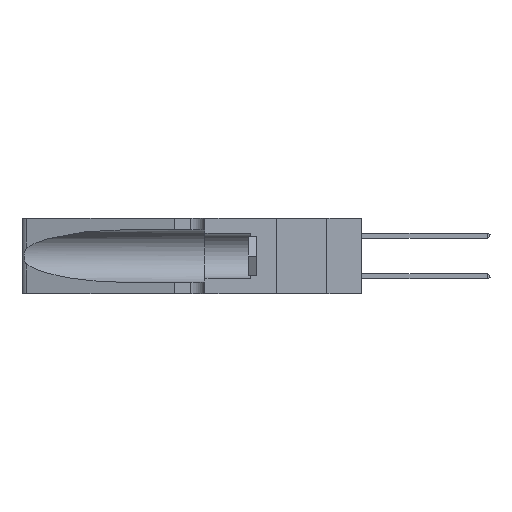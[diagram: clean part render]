
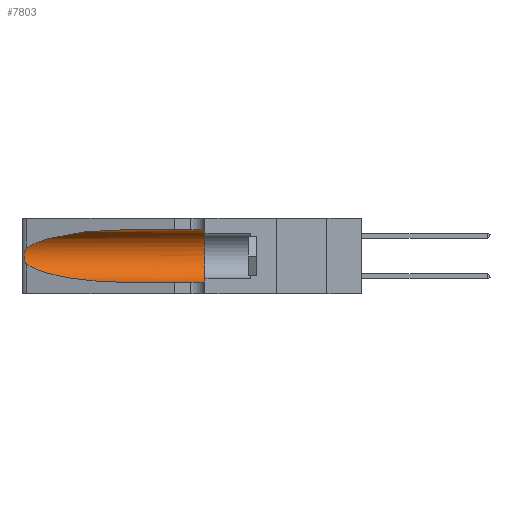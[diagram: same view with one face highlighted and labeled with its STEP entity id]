
A CAD part, left-side view. The second image highlights one B-rep face of the part: STEP entity #7803.
In plain terms, the highlighted cylindrical face has radius 3.308 mm (diameter 6.617 mm), a partial arc.
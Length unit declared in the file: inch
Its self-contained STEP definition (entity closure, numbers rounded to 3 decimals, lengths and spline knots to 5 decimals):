
#872 = EDGE_CURVE ( 'NONE', #1711, #26307, #33812, .T. ) ;
#1711 = VERTEX_POINT ( 'NONE', #32991 ) ;
#2593 = EDGE_CURVE ( 'NONE', #1711, #18177, #25609, .T. ) ;
#4976 = CARTESIAN_POINT ( 'NONE',  ( 0.1305, 1.61858, 0.31525 ) ) ;
#5994 = CARTESIAN_POINT ( 'NONE',  ( 0.1305, 0.35, 0.185 ) ) ;
#6558 = CARTESIAN_POINT ( 'NONE',  ( 0.25787, 1.23484, 0.2124 ) ) ;
#6721 = VERTEX_POINT ( 'NONE', #33331 ) ;
#6872 = CARTESIAN_POINT ( 'NONE',  ( 0.18966, 0.96281, 0.05475 ) ) ;
#6931 = VECTOR ( 'NONE', #24738, 39.37008 ) ;
#6933 = CARTESIAN_POINT ( 'NONE',  ( 0.25639, 1.23186, 0.15144 ) ) ;
#7803 = ADVANCED_FACE ( 'NONE', ( #17947 ), #31871, .F. ) ;
#8974 = DIRECTION ( 'NONE',  ( 0., 1., 0. ) ) ;
#9327 = CARTESIAN_POINT ( 'NONE',  ( 0.26075, 1.23896, 0.178 ) ) ;
#9701 = VECTOR ( 'NONE', #27809, 39.37008 ) ;
#9760 = CARTESIAN_POINT ( 'NONE',  ( 0.25487, 1.22718, 0.14631 ) ) ;
#10713 = CARTESIAN_POINT ( 'NONE',  ( 0.2373, 1.15595, 0.28018 ) ) ;
#11589 = DIRECTION ( 'NONE',  ( 0., 0., -1. ) ) ;
#11818 = VERTEX_POINT ( 'NONE', #27078 ) ;
#12329 = CARTESIAN_POINT ( 'NONE',  ( 0.26075, 1.23896, 0.19203 ) ) ;
#13565 = CARTESIAN_POINT ( 'NONE',  ( 0.1305, 0.72297, 0.31525 ) ) ;
#13580 = DIRECTION ( 'NONE',  ( 0., -1., 0. ) ) ;
#14744 = CARTESIAN_POINT ( 'NONE',  ( 0.2373, 1.15595, 0.08982 ) ) ;
#14821 = CARTESIAN_POINT ( 'NONE',  ( 0.25555, 1.22993, 0.14849 ) ) ;
#15070 = ORIENTED_EDGE ( 'NONE', *, *, #34707, .T. ) ;
#15156 = B_SPLINE_CURVE_WITH_KNOTS ( 'NONE', 3,
 ( #15317, #23304, #22935, #6558, #28625, #25642, #12329, #9327, #17681, #31131, #20446, #6933, #14821, #26014 ),
 .UNSPECIFIED., .F., .F.,
 ( 4, 2, 2, 2, 2, 2, 4 ),
 ( 0., 0.00027, 0.00053, 0.00107, 0.0016, 0.00187, 0.00214 ),
 .UNSPECIFIED. ) ;
#15317 = CARTESIAN_POINT ( 'NONE',  ( 0.25487, 1.22718, 0.22369 ) ) ;
#16230 = ORIENTED_EDGE ( 'NONE', *, *, #27126, .T. ) ;
#16324 = CARTESIAN_POINT ( 'NONE',  ( 0.25487, 1.22718, 0.22369 ) ) ;
#16402 = AXIS2_PLACEMENT_3D ( 'NONE', #18583, #13580, #11589 ) ;
#16522 = LINE ( 'NONE', #19632, #9701 ) ;
#16757 = DIRECTION ( 'NONE',  ( 0., 0., 1. ) ) ;
#17148 = VERTEX_POINT ( 'NONE', #28185 ) ;
#17160 = AXIS2_PLACEMENT_3D ( 'NONE', #5994, #8974, #16757 ) ;
#17282 = EDGE_CURVE ( 'NONE', #17148, #6721, #19333, .T. ) ;
#17681 = CARTESIAN_POINT ( 'NONE',  ( 0.26017, 1.23833, 0.17102 ) ) ;
#17947 = FACE_OUTER_BOUND ( 'NONE', #32369, .T. ) ;
#18177 = VERTEX_POINT ( 'NONE', #20962 ) ;
#18583 = CARTESIAN_POINT ( 'NONE',  ( 0.1305, 1.61858, 0.185 ) ) ;
#19333 =( BOUNDED_CURVE ( )  B_SPLINE_CURVE ( 3, ( #9760, #14744, #6872, #33919 ),
 .UNSPECIFIED., .F., .T. ) 
 B_SPLINE_CURVE_WITH_KNOTS ( ( 4, 4 ),
 ( 3.44316, 4.71239 ),
 .UNSPECIFIED. ) 
 CURVE ( )  GEOMETRIC_REPRESENTATION_ITEM ( )  RATIONAL_B_SPLINE_CURVE ( ( 1., 0.87, 0.87, 1. ) ) 
 REPRESENTATION_ITEM ( '' )  );
#19632 = CARTESIAN_POINT ( 'NONE',  ( 0.1305, 1.61858, 0.05475 ) ) ;
#20446 = CARTESIAN_POINT ( 'NONE',  ( 0.25789, 1.23486, 0.15765 ) ) ;
#20962 = CARTESIAN_POINT ( 'NONE',  ( 0.25487, 1.22718, 0.22369 ) ) ;
#22935 = CARTESIAN_POINT ( 'NONE',  ( 0.25639, 1.23184, 0.21858 ) ) ;
#23304 = CARTESIAN_POINT ( 'NONE',  ( 0.25555, 1.22994, 0.2215 ) ) ;
#24422 = CARTESIAN_POINT ( 'NONE',  ( 0.18966, 0.96281, 0.31525 ) ) ;
#24738 = DIRECTION ( 'NONE',  ( 0., -1., 0. ) ) ;
#25115 = CARTESIAN_POINT ( 'NONE',  ( 0.1305, 0.35, 0.31525 ) ) ;
#25609 =( BOUNDED_CURVE ( )  B_SPLINE_CURVE ( 3, ( #13565, #24422, #10713, #16324 ),
 .UNSPECIFIED., .F., .T. ) 
 B_SPLINE_CURVE_WITH_KNOTS ( ( 4, 4 ),
 ( 1.5708, 2.84003 ),
 .UNSPECIFIED. ) 
 CURVE ( )  GEOMETRIC_REPRESENTATION_ITEM ( )  RATIONAL_B_SPLINE_CURVE ( ( 1., 0.87, 0.87, 1. ) ) 
 REPRESENTATION_ITEM ( '' )  );
#25642 = CARTESIAN_POINT ( 'NONE',  ( 0.26018, 1.23835, 0.19895 ) ) ;
#26014 = CARTESIAN_POINT ( 'NONE',  ( 0.25487, 1.22718, 0.14631 ) ) ;
#26307 = VERTEX_POINT ( 'NONE', #25115 ) ;
#26457 = ORIENTED_EDGE ( 'NONE', *, *, #2593, .T. ) ;
#27078 = CARTESIAN_POINT ( 'NONE',  ( 0.1305, 0.35, 0.05475 ) ) ;
#27126 = EDGE_CURVE ( 'NONE', #18177, #17148, #15156, .T. ) ;
#27199 = ORIENTED_EDGE ( 'NONE', *, *, #872, .F. ) ;
#27809 = DIRECTION ( 'NONE',  ( 0., -1., 0. ) ) ;
#28185 = CARTESIAN_POINT ( 'NONE',  ( 0.25487, 1.22718, 0.14631 ) ) ;
#28625 = CARTESIAN_POINT ( 'NONE',  ( 0.25854, 1.2359, 0.20912 ) ) ;
#29655 = CIRCLE ( 'NONE', #17160, 0.13025 ) ;
#29795 = ORIENTED_EDGE ( 'NONE', *, *, #17282, .T. ) ;
#31131 = CARTESIAN_POINT ( 'NONE',  ( 0.25856, 1.23593, 0.16098 ) ) ;
#31445 = ORIENTED_EDGE ( 'NONE', *, *, #32738, .F. ) ;
#31871 = CYLINDRICAL_SURFACE ( 'NONE', #16402, 0.13025 ) ;
#32369 = EDGE_LOOP ( 'NONE', ( #26457, #16230, #29795, #15070, #31445, #27199 ) ) ;
#32738 = EDGE_CURVE ( 'NONE', #26307, #11818, #29655, .T. ) ;
#32991 = CARTESIAN_POINT ( 'NONE',  ( 0.1305, 0.72297, 0.31525 ) ) ;
#33331 = CARTESIAN_POINT ( 'NONE',  ( 0.1305, 0.72297, 0.05475 ) ) ;
#33812 = LINE ( 'NONE', #4976, #6931 ) ;
#33919 = CARTESIAN_POINT ( 'NONE',  ( 0.1305, 0.72297, 0.05475 ) ) ;
#34707 = EDGE_CURVE ( 'NONE', #6721, #11818, #16522, .T. ) ;
